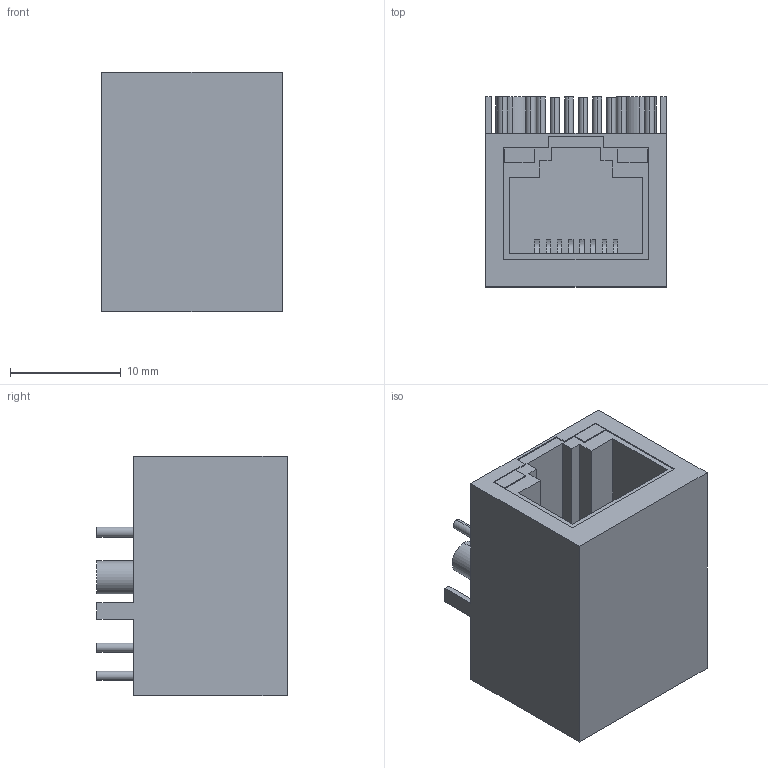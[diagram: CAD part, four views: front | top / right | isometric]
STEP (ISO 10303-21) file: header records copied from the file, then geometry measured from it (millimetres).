
FILE_DESCRIPTION (( 'STEP AP214' ), '1' );
FILE_NAME ('User Library-ARJ11B.STEP', '2012-10-30T09:56:01', ( 'Windows User' ), ( '' ), 'SwSTEP 2.0', 'SolidWorks 2013', '' );
FILE_SCHEMA (( 'AUTOMOTIVE_DESIGN' ));
Length unit declared in the file: millimetre
Products named in the file (1): User Library-ARJ11B
Bounding box: 16.26 x 17.14 x 21.59 mm (x, y, z)
Volume: 3950.3 mm3; surface area: 2460.1 mm2
Topology: 2 solids, 24 shells, 412 faces, 1041 edges, 694 vertices
Faces by surface type: plane 272, bspline 112, cylinder 28
Entity records: 18578 total; most frequent: CARTESIAN_POINT 8502, ORIENTED_EDGE 2082, DIRECTION 1475, EDGE_CURVE 1041, VECTOR 761, LINE 761, VERTEX_POINT 694, EDGE_LOOP 457
